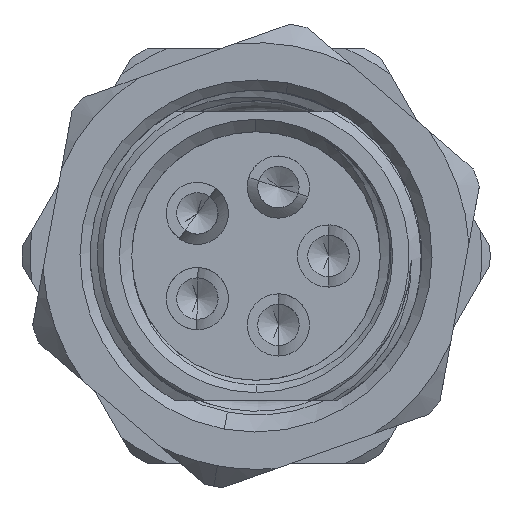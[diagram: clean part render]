
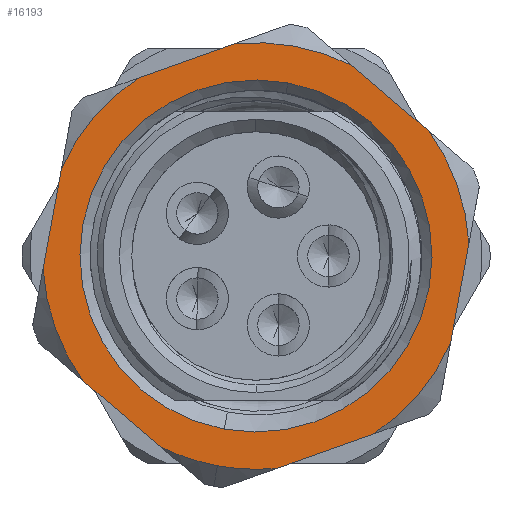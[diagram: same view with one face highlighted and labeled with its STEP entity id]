
A CAD part, left-side view. The second image highlights one B-rep face of the part: STEP entity #16193.
In plain terms, the highlighted planar face has unit normal (-1, 0, 0).
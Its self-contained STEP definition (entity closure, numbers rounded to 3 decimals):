
#59 = VECTOR ( 'NONE', #23686, 1000. ) ;
#209 = CARTESIAN_POINT ( 'NONE',  ( -1., 0., 0. ) ) ;
#1005 = CARTESIAN_POINT ( 'NONE',  ( -1., 0., 0. ) ) ;
#1082 = LINE ( 'NONE', #3782, #59 ) ;
#1422 = DIRECTION ( 'NONE',  ( -1., 0., 0. ) ) ;
#1505 = DIRECTION ( 'NONE',  ( 1., 0., 0. ) ) ;
#1900 = DIRECTION ( 'NONE',  ( 0., 0., -1. ) ) ;
#3061 = ORIENTED_EDGE ( 'NONE', *, *, #9981, .T. ) ;
#3390 = ORIENTED_EDGE ( 'NONE', *, *, #3587, .T. ) ;
#3587 = EDGE_CURVE ( 'NONE', #21673, #30959, #25749, .T. ) ;
#3636 = LINE ( 'NONE', #14002, #18512 ) ;
#3782 = CARTESIAN_POINT ( 'NONE',  ( -1., 5., 2.887 ) ) ;
#3910 = ORIENTED_EDGE ( 'NONE', *, *, #17323, .F. ) ;
#3997 = EDGE_CURVE ( 'NONE', #7022, #20274, #1082, .T. ) ;
#4550 = VERTEX_POINT ( 'NONE', #24365 ) ;
#4577 = EDGE_CURVE ( 'NONE', #5402, #13490, #32739, .T. ) ;
#4669 = EDGE_CURVE ( 'NONE', #16709, #18786, #17713, .T. ) ;
#5402 = VERTEX_POINT ( 'NONE', #28498 ) ;
#5415 = CARTESIAN_POINT ( 'NONE',  ( -1., 0., 0. ) ) ;
#6459 = ORIENTED_EDGE ( 'NONE', *, *, #15686, .T. ) ;
#6500 = DIRECTION ( 'NONE',  ( 0., -0.866, -0.5 ) ) ;
#6549 = DIRECTION ( 'NONE',  ( 0., 0., 1. ) ) ;
#7022 = VERTEX_POINT ( 'NONE', #22349 ) ;
#7187 = CARTESIAN_POINT ( 'NONE',  ( -1., 1.431, 4.947 ) ) ;
#7613 = DIRECTION ( 'NONE',  ( 0., 0.866, -0.5 ) ) ;
#7634 = DIRECTION ( 'NONE',  ( 0., 0., -1. ) ) ;
#8112 = CARTESIAN_POINT ( 'NONE',  ( -1., 0., -5.15 ) ) ;
#8233 = VERTEX_POINT ( 'NONE', #25941 ) ;
#8443 = DIRECTION ( 'NONE',  ( -1., 0., 0. ) ) ;
#8653 = LINE ( 'NONE', #29120, #12672 ) ;
#8837 = ORIENTED_EDGE ( 'NONE', *, *, #3997, .F. ) ;
#9033 = CARTESIAN_POINT ( 'NONE',  ( -1., 5., -2.887 ) ) ;
#9292 = CARTESIAN_POINT ( 'NONE',  ( -1., 0., 0. ) ) ;
#9403 = DIRECTION ( 'NONE',  ( 0., 0., -1. ) ) ;
#9460 = CIRCLE ( 'NONE', #28195, 5.15 ) ;
#9569 = DIRECTION ( 'NONE',  ( 1., 0., 0. ) ) ;
#9768 = AXIS2_PLACEMENT_3D ( 'NONE', #16217, #18890, #31819 ) ;
#9868 = AXIS2_PLACEMENT_3D ( 'NONE', #1005, #1505, #18927 ) ;
#9956 = CARTESIAN_POINT ( 'NONE',  ( -1., -5., -2.887 ) ) ;
#9981 = EDGE_CURVE ( 'NONE', #7022, #29252, #10816, .T. ) ;
#10388 = CARTESIAN_POINT ( 'NONE',  ( -1., 1.431, -4.947 ) ) ;
#10816 = CIRCLE ( 'NONE', #9768, 5.15 ) ;
#10909 = AXIS2_PLACEMENT_3D ( 'NONE', #20848, #8443, #18171 ) ;
#11323 = ORIENTED_EDGE ( 'NONE', *, *, #25282, .F. ) ;
#11477 = AXIS2_PLACEMENT_3D ( 'NONE', #209, #28355, #20960 ) ;
#11837 = CARTESIAN_POINT ( 'NONE',  ( -1., 0., 0. ) ) ;
#12020 = CIRCLE ( 'NONE', #11477, 4.25 ) ;
#12086 = ORIENTED_EDGE ( 'NONE', *, *, #23565, .F. ) ;
#12387 = AXIS2_PLACEMENT_3D ( 'NONE', #32558, #9569, #9403 ) ;
#12672 = VECTOR ( 'NONE', #6500, 1000. ) ;
#12789 = DIRECTION ( 'NONE',  ( -1., 0., 0. ) ) ;
#12947 = DIRECTION ( 'NONE',  ( 0., 0., -1. ) ) ;
#13034 = CIRCLE ( 'NONE', #10909, 5.15 ) ;
#13109 = ORIENTED_EDGE ( 'NONE', *, *, #25984, .T. ) ;
#13490 = VERTEX_POINT ( 'NONE', #18378 ) ;
#13837 = DIRECTION ( 'NONE',  ( 0., 0.866, 0.5 ) ) ;
#14002 = CARTESIAN_POINT ( 'NONE',  ( -1., 0., -5.774 ) ) ;
#14970 = CARTESIAN_POINT ( 'NONE',  ( -1., 0., 0. ) ) ;
#15217 = ORIENTED_EDGE ( 'NONE', *, *, #18931, .T. ) ;
#15580 = CARTESIAN_POINT ( 'NONE',  ( -1., 0., 4.25 ) ) ;
#15583 = ORIENTED_EDGE ( 'NONE', *, *, #4577, .T. ) ;
#15659 = VERTEX_POINT ( 'NONE', #30936 ) ;
#15686 = EDGE_CURVE ( 'NONE', #27565, #31192, #13034, .T. ) ;
#15878 = CARTESIAN_POINT ( 'NONE',  ( -1., -3.569, -3.713 ) ) ;
#16193 = ADVANCED_FACE ( 'NONE', ( #21443, #19260 ), #31692, .F. ) ;
#16217 = CARTESIAN_POINT ( 'NONE',  ( -1., 0., 0. ) ) ;
#16709 = VERTEX_POINT ( 'NONE', #15878 ) ;
#17323 = EDGE_CURVE ( 'NONE', #16709, #32833, #32954, .T. ) ;
#17461 = VECTOR ( 'NONE', #7634, 1000. ) ;
#17483 = AXIS2_PLACEMENT_3D ( 'NONE', #5415, #25536, #12947 ) ;
#17713 = CIRCLE ( 'NONE', #18239, 5.15 ) ;
#18171 = DIRECTION ( 'NONE',  ( 0., 0., -1. ) ) ;
#18239 = AXIS2_PLACEMENT_3D ( 'NONE', #28217, #12789, #22527 ) ;
#18378 = CARTESIAN_POINT ( 'NONE',  ( -1., 3.569, -3.713 ) ) ;
#18512 = VECTOR ( 'NONE', #13837, 1000. ) ;
#18786 = VERTEX_POINT ( 'NONE', #27215 ) ;
#18890 = DIRECTION ( 'NONE',  ( -1., 0., 0. ) ) ;
#18927 = DIRECTION ( 'NONE',  ( 0., 0., -1. ) ) ;
#18931 = EDGE_CURVE ( 'NONE', #31192, #32833, #32391, .T. ) ;
#19241 = EDGE_CURVE ( 'NONE', #30959, #21673, #12020, .T. ) ;
#19260 = FACE_OUTER_BOUND ( 'NONE', #23115, .T. ) ;
#19713 = DIRECTION ( 'NONE',  ( 0., 0., -1. ) ) ;
#19875 = CARTESIAN_POINT ( 'NONE',  ( -1., 0., -4.25 ) ) ;
#20274 = VERTEX_POINT ( 'NONE', #7187 ) ;
#20848 = CARTESIAN_POINT ( 'NONE',  ( -1., 0., 0. ) ) ;
#20960 = DIRECTION ( 'NONE',  ( 0., 0., -1. ) ) ;
#21009 = CARTESIAN_POINT ( 'NONE',  ( -1., -5., 2.887 ) ) ;
#21443 = FACE_BOUND ( 'NONE', #30527, .T. ) ;
#21531 = CARTESIAN_POINT ( 'NONE',  ( -1., 5., 1.234 ) ) ;
#21673 = VERTEX_POINT ( 'NONE', #15580 ) ;
#22349 = CARTESIAN_POINT ( 'NONE',  ( -1., 3.569, 3.713 ) ) ;
#22516 = ORIENTED_EDGE ( 'NONE', *, *, #19241, .T. ) ;
#22527 = DIRECTION ( 'NONE',  ( 0., 0., -1. ) ) ;
#23115 = EDGE_LOOP ( 'NONE', ( #24467, #15583, #12086, #6459, #15217, #3910, #24896, #11323, #13109, #31789, #27496, #8837, #3061 ) ) ;
#23565 = EDGE_CURVE ( 'NONE', #27565, #13490, #3636, .T. ) ;
#23686 = DIRECTION ( 'NONE',  ( 0., -0.866, 0.5 ) ) ;
#24282 = LINE ( 'NONE', #9033, #31429 ) ;
#24292 = VECTOR ( 'NONE', #7613, 1000. ) ;
#24365 = CARTESIAN_POINT ( 'NONE',  ( -1., -5., 1.234 ) ) ;
#24467 = ORIENTED_EDGE ( 'NONE', *, *, #27737, .F. ) ;
#24847 = DIRECTION ( 'NONE',  ( -1., 0., 0. ) ) ;
#24896 = ORIENTED_EDGE ( 'NONE', *, *, #4669, .T. ) ;
#25282 = EDGE_CURVE ( 'NONE', #4550, #18786, #28402, .T. ) ;
#25536 = DIRECTION ( 'NONE',  ( -1., 0., 0. ) ) ;
#25719 = EDGE_CURVE ( 'NONE', #8233, #15659, #8653, .T. ) ;
#25749 = CIRCLE ( 'NONE', #12387, 4.25 ) ;
#25941 = CARTESIAN_POINT ( 'NONE',  ( -1., -1.431, 4.947 ) ) ;
#25984 = EDGE_CURVE ( 'NONE', #4550, #15659, #9460, .T. ) ;
#26746 = EDGE_CURVE ( 'NONE', #8233, #20274, #31942, .T. ) ;
#27215 = CARTESIAN_POINT ( 'NONE',  ( -1., -5., -1.234 ) ) ;
#27239 = DIRECTION ( 'NONE',  ( 0., 0., -1. ) ) ;
#27496 = ORIENTED_EDGE ( 'NONE', *, *, #26746, .T. ) ;
#27565 = VERTEX_POINT ( 'NONE', #10388 ) ;
#27737 = EDGE_CURVE ( 'NONE', #5402, #29252, #24282, .T. ) ;
#28195 = AXIS2_PLACEMENT_3D ( 'NONE', #11837, #29791, #19713 ) ;
#28217 = CARTESIAN_POINT ( 'NONE',  ( -1., 0., 0. ) ) ;
#28272 = CARTESIAN_POINT ( 'NONE',  ( -1., -1.431, -4.947 ) ) ;
#28355 = DIRECTION ( 'NONE',  ( 1., 0., 0. ) ) ;
#28402 = LINE ( 'NONE', #21009, #17461 ) ;
#28498 = CARTESIAN_POINT ( 'NONE',  ( -1., 5., -1.234 ) ) ;
#29120 = CARTESIAN_POINT ( 'NONE',  ( -1., 0., 5.774 ) ) ;
#29252 = VERTEX_POINT ( 'NONE', #21531 ) ;
#29791 = DIRECTION ( 'NONE',  ( -1., 0., 0. ) ) ;
#30527 = EDGE_LOOP ( 'NONE', ( #3390, #22516 ) ) ;
#30936 = CARTESIAN_POINT ( 'NONE',  ( -1., -3.569, 3.713 ) ) ;
#30959 = VERTEX_POINT ( 'NONE', #19875 ) ;
#31192 = VERTEX_POINT ( 'NONE', #8112 ) ;
#31304 = AXIS2_PLACEMENT_3D ( 'NONE', #14970, #24847, #1900 ) ;
#31429 = VECTOR ( 'NONE', #6549, 1000. ) ;
#31653 = AXIS2_PLACEMENT_3D ( 'NONE', #9292, #1422, #27239 ) ;
#31692 = PLANE ( 'NONE',  #9868 ) ;
#31789 = ORIENTED_EDGE ( 'NONE', *, *, #25719, .F. ) ;
#31819 = DIRECTION ( 'NONE',  ( 0., 0., -1. ) ) ;
#31942 = CIRCLE ( 'NONE', #17483, 5.15 ) ;
#32391 = CIRCLE ( 'NONE', #31304, 5.15 ) ;
#32558 = CARTESIAN_POINT ( 'NONE',  ( -1., 0., 0. ) ) ;
#32739 = CIRCLE ( 'NONE', #31653, 5.15 ) ;
#32833 = VERTEX_POINT ( 'NONE', #28272 ) ;
#32954 = LINE ( 'NONE', #9956, #24292 ) ;
